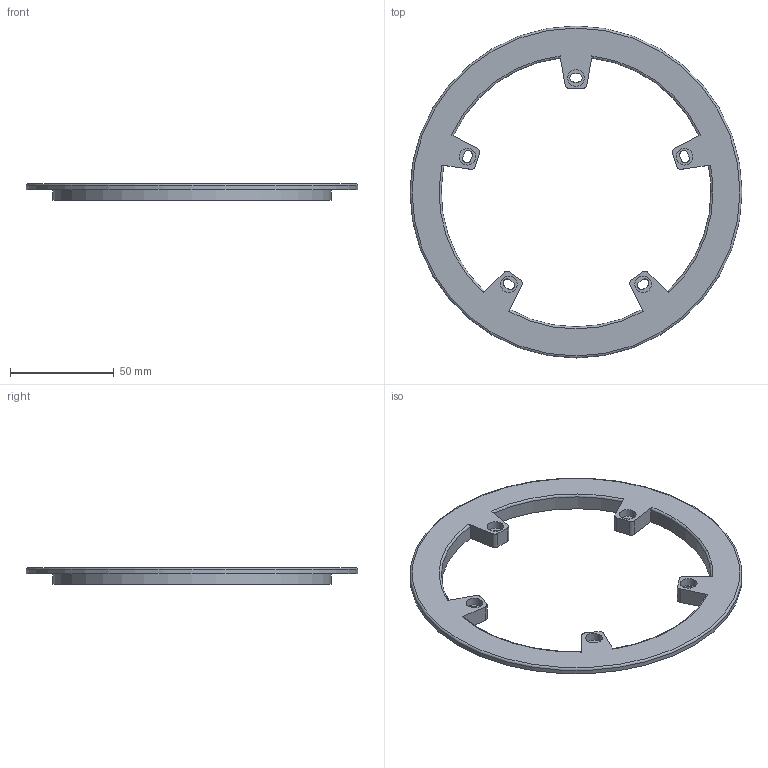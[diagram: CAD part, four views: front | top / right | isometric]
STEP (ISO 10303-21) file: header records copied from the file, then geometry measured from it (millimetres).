
FILE_DESCRIPTION(('FreeCAD Model'),'2;1');
FILE_NAME('Open CASCADE Shape Model','2026-01-13T21:51:29',('Author'),( ''),'Open CASCADE STEP processor 7.9','FreeCAD','Unknown');
FILE_SCHEMA(('AUTOMOTIVE_DESIGN { 1 0 10303 214 1 1 1 1 }'));
Length unit declared in the file: millimetre
Products named in the file (2): Part; Body
Assembly tree (1 placements, depth 2):
  Part
    Body
Bounding box: 160 x 160 x 8 mm (x, y, z)
Volume: 30461.1 mm3; surface area: 23605.6 mm2
Topology: 1 solids, 1 shells, 72 faces, 202 edges, 138 vertices
Faces by surface type: plane 33, cylinder 32, torus 7
Full cylindrical faces by diameter (mm): 8 x5, 134 x1, 160 x1
Entity records: 2575 total; most frequent: CARTESIAN_POINT 584, DIRECTION 415, ORIENTED_EDGE 404, EDGE_CURVE 202, AXIS2_PLACEMENT_3D 149, VERTEX_POINT 138, LINE 117, VECTOR 117
